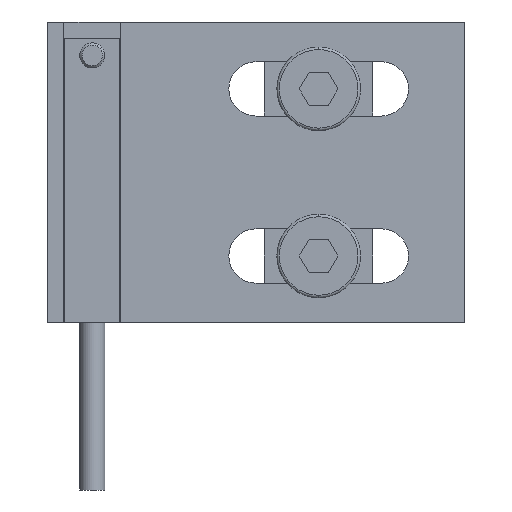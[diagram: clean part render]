
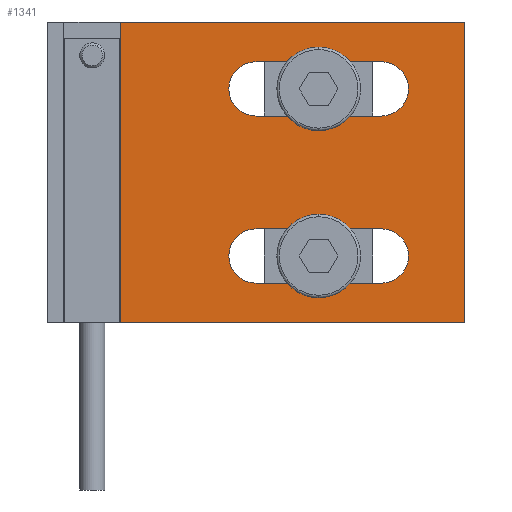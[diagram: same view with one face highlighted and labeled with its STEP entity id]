
A CAD part, left-side view. The second image highlights one B-rep face of the part: STEP entity #1341.
In plain terms, the highlighted planar face has unit normal (-1, 0, 0).
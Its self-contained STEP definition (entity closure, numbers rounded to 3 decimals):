
#106 = DIRECTION ( 'NONE',  ( 0., -1., 0. ) ) ;
#108 = CARTESIAN_POINT ( 'NONE',  ( 0., 0., 36. ) ) ;
#278 = DIRECTION ( 'NONE',  ( -1., 0., 0. ) ) ;
#347 = DIRECTION ( 'NONE',  ( 0., 0., 1. ) ) ;
#358 = DIRECTION ( 'NONE',  ( 0., -1., 0. ) ) ;
#361 = CARTESIAN_POINT ( 'NONE',  ( 0., 25., 11.25 ) ) ;
#374 = DIRECTION ( 'NONE',  ( -1., 0., 0. ) ) ;
#375 = DIRECTION ( 'NONE',  ( 0., 0., -1. ) ) ;
#384 = CARTESIAN_POINT ( 'NONE',  ( 0., 0., 36. ) ) ;
#396 = DIRECTION ( 'NONE',  ( 0., 0., 1. ) ) ;
#398 = DIRECTION ( 'NONE',  ( 0., 0., 1. ) ) ;
#399 = CARTESIAN_POINT ( 'NONE',  ( 0., 10., 31.25 ) ) ;
#400 = CARTESIAN_POINT ( 'NONE',  ( 0., 25., 8. ) ) ;
#417 = DIRECTION ( 'NONE',  ( 0., -1., 0. ) ) ;
#433 = CARTESIAN_POINT ( 'NONE',  ( 0., 25., 4.75 ) ) ;
#439 = CARTESIAN_POINT ( 'NONE',  ( 0., 10., 8. ) ) ;
#444 = CARTESIAN_POINT ( 'NONE',  ( 0., 25., 28. ) ) ;
#448 = DIRECTION ( 'NONE',  ( 0., 0., 1. ) ) ;
#451 = DIRECTION ( 'NONE',  ( -1., 0., 0. ) ) ;
#452 = DIRECTION ( 'NONE',  ( 0., 0., 1. ) ) ;
#459 = CARTESIAN_POINT ( 'NONE',  ( 0., 41.2, 36. ) ) ;
#492 = CARTESIAN_POINT ( 'NONE',  ( 0., 10., 24.75 ) ) ;
#555 = CARTESIAN_POINT ( 'NONE',  ( 0., 0., 0. ) ) ;
#573 = CARTESIAN_POINT ( 'NONE',  ( 0., 10., 28. ) ) ;
#645 = DIRECTION ( 'NONE',  ( 0., -1., 0. ) ) ;
#673 = DIRECTION ( 'NONE',  ( -1., 0., 0. ) ) ;
#680 = DIRECTION ( 'NONE',  ( 0., 1., 0. ) ) ;
#714 = DIRECTION ( 'NONE',  ( 0., 1., 0. ) ) ;
#819 = AXIS2_PLACEMENT_3D ( 'NONE', #400, #673, #448 ) ;
#821 = AXIS2_PLACEMENT_3D ( 'NONE', #573, #374, #396 ) ;
#824 = AXIS2_PLACEMENT_3D ( 'NONE', #439, #278, #452 ) ;
#831 = AXIS2_PLACEMENT_3D ( 'NONE', #444, #451, #347 ) ;
#920 = AXIS2_PLACEMENT_3D ( 'NONE', #1442, #1437, #1445 ) ;
#1055 = EDGE_CURVE ( 'NONE', #2569, #2457, #2912, .T. ) ;
#1123 = EDGE_CURVE ( 'NONE', #2457, #1954, #3021, .T. ) ;
#1182 = EDGE_CURVE ( 'NONE', #2460, #2482, #3148, .T. ) ;
#1183 = EDGE_CURVE ( 'NONE', #1995, #2460, #2976, .T. ) ;
#1185 = EDGE_CURVE ( 'NONE', #2594, #1871, #3269, .T. ) ;
#1186 = EDGE_CURVE ( 'NONE', #2485, #1995, #3215, .T. ) ;
#1187 = EDGE_CURVE ( 'NONE', #1871, #2508, #3279, .T. ) ;
#1189 = EDGE_CURVE ( 'NONE', #1929, #2594, #2749, .T. ) ;
#1191 = EDGE_CURVE ( 'NONE', #2508, #1929, #3104, .T. ) ;
#1195 = EDGE_CURVE ( 'NONE', #1831, #2569, #2880, .T. ) ;
#1199 = EDGE_CURVE ( 'NONE', #2482, #2485, #2699, .T. ) ;
#1211 = EDGE_CURVE ( 'NONE', #1831, #1954, #3053, .T. ) ;
#1341 = ADVANCED_FACE ( 'NONE', ( #2757, #2776, #3237 ), #1443, .F. ) ;
#1437 = DIRECTION ( 'NONE',  ( 1., 0., 0. ) ) ;
#1442 = CARTESIAN_POINT ( 'NONE',  ( 0., 0., 36. ) ) ;
#1443 = PLANE ( 'NONE',  #920 ) ;
#1445 = DIRECTION ( 'NONE',  ( 0., 0., -1. ) ) ;
#1547 = CARTESIAN_POINT ( 'NONE',  ( 0., 0., 36. ) ) ;
#1554 = CARTESIAN_POINT ( 'NONE',  ( 0., 25., 31.25 ) ) ;
#1573 = CARTESIAN_POINT ( 'NONE',  ( 0., 25., 11.25 ) ) ;
#1589 = CARTESIAN_POINT ( 'NONE',  ( 0., 10., 31.25 ) ) ;
#1604 = CARTESIAN_POINT ( 'NONE',  ( 0., 0., 0. ) ) ;
#1610 = CARTESIAN_POINT ( 'NONE',  ( 0., 25., 4.75 ) ) ;
#1689 = ORIENTED_EDGE ( 'NONE', *, *, #1182, .F. ) ;
#1831 = VERTEX_POINT ( 'NONE', #1849 ) ;
#1849 = CARTESIAN_POINT ( 'NONE',  ( 0., 41.2, 0. ) ) ;
#1852 = CARTESIAN_POINT ( 'NONE',  ( 0., 10., 11.25 ) ) ;
#1858 = ORIENTED_EDGE ( 'NONE', *, *, #1183, .F. ) ;
#1862 = ORIENTED_EDGE ( 'NONE', *, *, #1186, .F. ) ;
#1871 = VERTEX_POINT ( 'NONE', #1852 ) ;
#1894 = ORIENTED_EDGE ( 'NONE', *, *, #1185, .F. ) ;
#1898 = ORIENTED_EDGE ( 'NONE', *, *, #1189, .F. ) ;
#1929 = VERTEX_POINT ( 'NONE', #1610 ) ;
#1954 = VERTEX_POINT ( 'NONE', #1604 ) ;
#1994 = CARTESIAN_POINT ( 'NONE',  ( 0., 41.2, 36. ) ) ;
#1995 = VERTEX_POINT ( 'NONE', #1589 ) ;
#2113 = CARTESIAN_POINT ( 'NONE',  ( 0., 10., 24.75 ) ) ;
#2127 = CARTESIAN_POINT ( 'NONE',  ( 0., 25., 24.75 ) ) ;
#2188 = ORIENTED_EDGE ( 'NONE', *, *, #1123, .F. ) ;
#2234 = ORIENTED_EDGE ( 'NONE', *, *, #1055, .F. ) ;
#2238 = EDGE_LOOP ( 'NONE', ( #2234, #2305, #2316, #2188 ) ) ;
#2270 = CARTESIAN_POINT ( 'NONE',  ( 0., 10., 4.75 ) ) ;
#2302 = ORIENTED_EDGE ( 'NONE', *, *, #1199, .F. ) ;
#2305 = ORIENTED_EDGE ( 'NONE', *, *, #1195, .F. ) ;
#2311 = ORIENTED_EDGE ( 'NONE', *, *, #1191, .F. ) ;
#2316 = ORIENTED_EDGE ( 'NONE', *, *, #1211, .T. ) ;
#2457 = VERTEX_POINT ( 'NONE', #1547 ) ;
#2460 = VERTEX_POINT ( 'NONE', #1554 ) ;
#2482 = VERTEX_POINT ( 'NONE', #2127 ) ;
#2485 = VERTEX_POINT ( 'NONE', #2113 ) ;
#2508 = VERTEX_POINT ( 'NONE', #1573 ) ;
#2530 = EDGE_LOOP ( 'NONE', ( #1858, #1862, #2302, #1689 ) ) ;
#2549 = ORIENTED_EDGE ( 'NONE', *, *, #1187, .F. ) ;
#2569 = VERTEX_POINT ( 'NONE', #1994 ) ;
#2590 = EDGE_LOOP ( 'NONE', ( #1898, #2311, #2549, #1894 ) ) ;
#2594 = VERTEX_POINT ( 'NONE', #2270 ) ;
#2699 = LINE ( 'NONE', #492, #2821 ) ;
#2724 = VECTOR ( 'NONE', #398, 1000. ) ;
#2746 = VECTOR ( 'NONE', #714, 1000. ) ;
#2749 = LINE ( 'NONE', #433, #2867 ) ;
#2757 = FACE_BOUND ( 'NONE', #2590, .T. ) ;
#2776 = FACE_BOUND ( 'NONE', #2530, .T. ) ;
#2821 = VECTOR ( 'NONE', #358, 1000. ) ;
#2865 = VECTOR ( 'NONE', #680, 1000. ) ;
#2867 = VECTOR ( 'NONE', #417, 1000. ) ;
#2876 = VECTOR ( 'NONE', #645, 1000. ) ;
#2880 = LINE ( 'NONE', #459, #2724 ) ;
#2912 = LINE ( 'NONE', #108, #3305 ) ;
#2976 = LINE ( 'NONE', #399, #2746 ) ;
#3021 = LINE ( 'NONE', #384, #3081 ) ;
#3053 = LINE ( 'NONE', #555, #2876 ) ;
#3081 = VECTOR ( 'NONE', #375, 1000. ) ;
#3104 = CIRCLE ( 'NONE', #819, 3.25 ) ;
#3148 = CIRCLE ( 'NONE', #831, 3.25 ) ;
#3215 = CIRCLE ( 'NONE', #821, 3.25 ) ;
#3237 = FACE_OUTER_BOUND ( 'NONE', #2238, .T. ) ;
#3269 = CIRCLE ( 'NONE', #824, 3.25 ) ;
#3279 = LINE ( 'NONE', #361, #2865 ) ;
#3305 = VECTOR ( 'NONE', #106, 1000. ) ;
